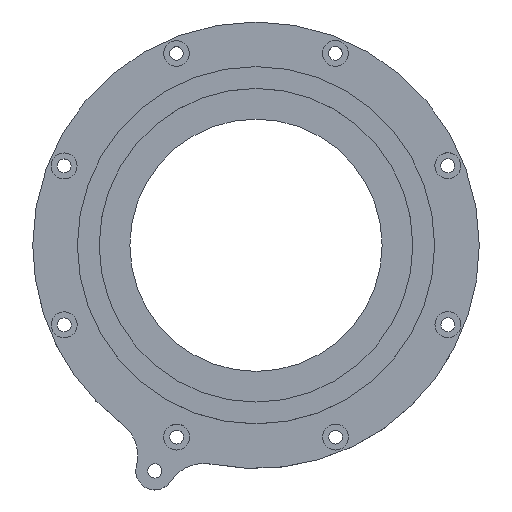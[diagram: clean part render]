
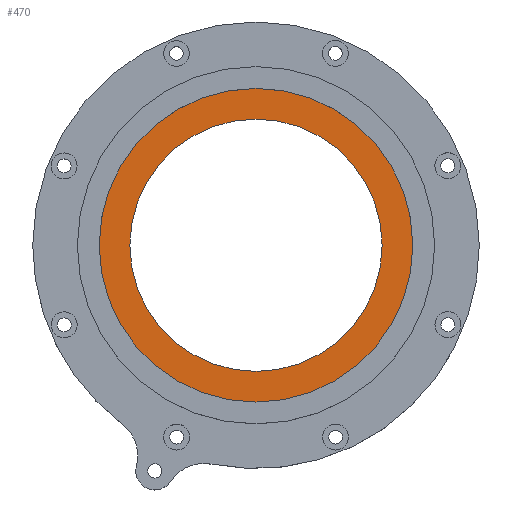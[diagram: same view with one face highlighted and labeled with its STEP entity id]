
A CAD part, top view. The second image highlights one B-rep face of the part: STEP entity #470.
In plain terms, the highlighted planar face has unit normal (0, 0, 1).
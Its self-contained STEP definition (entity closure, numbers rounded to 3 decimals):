
#19 = EDGE_CURVE ( 'NONE', #412, #1595, #1212, .T. ) ;
#51 = EDGE_CURVE ( 'NONE', #1245, #932, #1565, .T. ) ;
#118 = ORIENTED_EDGE ( 'NONE', *, *, #697, .F. ) ;
#130 = CARTESIAN_POINT ( 'NONE',  ( 0., 0., 10. ) ) ;
#203 = DIRECTION ( 'NONE',  ( 0., 0., 1. ) ) ;
#210 = CARTESIAN_POINT ( 'NONE',  ( 28.25, 0., 10. ) ) ;
#224 = DIRECTION ( 'NONE',  ( 0., 0., 1. ) ) ;
#236 = DIRECTION ( 'NONE',  ( 1., 0., 0. ) ) ;
#327 = CARTESIAN_POINT ( 'NONE',  ( 0., 0., 10. ) ) ;
#376 = FACE_BOUND ( 'NONE', #1748, .T. ) ;
#412 = VERTEX_POINT ( 'NONE', #1771 ) ;
#436 = DIRECTION ( 'NONE',  ( 0., 0., 1. ) ) ;
#470 = ADVANCED_FACE ( 'NONE', ( #376, #1603 ), #988, .T. ) ;
#537 = CIRCLE ( 'NONE', #960, 28.25 ) ;
#690 = CARTESIAN_POINT ( 'NONE',  ( 0., 0., 10. ) ) ;
#697 = EDGE_CURVE ( 'NONE', #932, #1245, #537, .T. ) ;
#739 = DIRECTION ( 'NONE',  ( 1., 0., 0. ) ) ;
#745 = DIRECTION ( 'NONE',  ( 0., 0., 1. ) ) ;
#869 = AXIS2_PLACEMENT_3D ( 'NONE', #1442, #1894, #1756 ) ;
#902 = CARTESIAN_POINT ( 'NONE',  ( -28.25, 0., 10. ) ) ;
#928 = EDGE_CURVE ( 'NONE', #1595, #412, #1567, .T. ) ;
#932 = VERTEX_POINT ( 'NONE', #902 ) ;
#960 = AXIS2_PLACEMENT_3D ( 'NONE', #327, #203, #1861 ) ;
#988 = PLANE ( 'NONE',  #1317 ) ;
#1092 = EDGE_LOOP ( 'NONE', ( #1754, #1650 ) ) ;
#1212 = CIRCLE ( 'NONE', #869, 35.125 ) ;
#1245 = VERTEX_POINT ( 'NONE', #210 ) ;
#1252 = AXIS2_PLACEMENT_3D ( 'NONE', #1651, #436, #739 ) ;
#1263 = CARTESIAN_POINT ( 'NONE',  ( -35.125, 0., 10. ) ) ;
#1317 = AXIS2_PLACEMENT_3D ( 'NONE', #690, #224, #236 ) ;
#1379 = DIRECTION ( 'NONE',  ( 1., 0., 0. ) ) ;
#1442 = CARTESIAN_POINT ( 'NONE',  ( 0., 0., 10. ) ) ;
#1565 = CIRCLE ( 'NONE', #1878, 28.25 ) ;
#1567 = CIRCLE ( 'NONE', #1252, 35.125 ) ;
#1595 = VERTEX_POINT ( 'NONE', #1263 ) ;
#1603 = FACE_OUTER_BOUND ( 'NONE', #1092, .T. ) ;
#1650 = ORIENTED_EDGE ( 'NONE', *, *, #19, .T. ) ;
#1651 = CARTESIAN_POINT ( 'NONE',  ( 0., 0., 10. ) ) ;
#1748 = EDGE_LOOP ( 'NONE', ( #1797, #118 ) ) ;
#1754 = ORIENTED_EDGE ( 'NONE', *, *, #928, .T. ) ;
#1756 = DIRECTION ( 'NONE',  ( 1., 0., 0. ) ) ;
#1771 = CARTESIAN_POINT ( 'NONE',  ( 35.125, 0., 10. ) ) ;
#1797 = ORIENTED_EDGE ( 'NONE', *, *, #51, .F. ) ;
#1861 = DIRECTION ( 'NONE',  ( 1., 0., 0. ) ) ;
#1878 = AXIS2_PLACEMENT_3D ( 'NONE', #130, #745, #1379 ) ;
#1894 = DIRECTION ( 'NONE',  ( 0., 0., 1. ) ) ;
